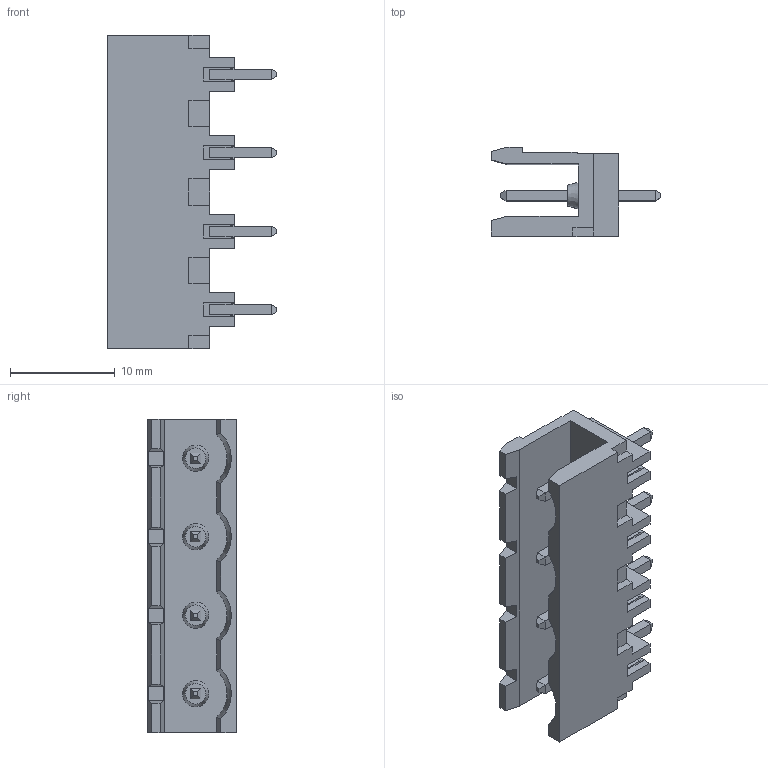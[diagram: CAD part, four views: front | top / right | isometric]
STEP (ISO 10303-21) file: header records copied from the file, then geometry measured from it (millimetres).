
FILE_DESCRIPTION(('STEP AP214'),'1');
FILE_NAME('PV04-7,5-V.stp','2021-01-27T10:27:27',(' '),(' '),'Spatial InterOp 3D',' ',' ');
FILE_SCHEMA(('AUTOMOTIVE_DESIGN { 1 0 10303 214 1 1 1 1 }'));
Length unit declared in the file: metre
Products named in the file (1): 1611742776
Bounding box: 16.2 x 8.5 x 30 mm (x, y, z)
Volume: 1219.7 mm3; surface area: 2261.5 mm2
Topology: 1 solids, 1 shells, 279 faces, 731 edges, 470 vertices
Faces by surface type: plane 260, cylinder 10, cone 8, extrusion 1
Entity records: 10589 total; most frequent: CARTESIAN_POINT 1511, ORIENTED_EDGE 1446, DIRECTION 1304, EDGE_CURVE 723, VECTOR 682, LINE 681, VERTEX_POINT 466, AXIS2_PLACEMENT_3D 311
